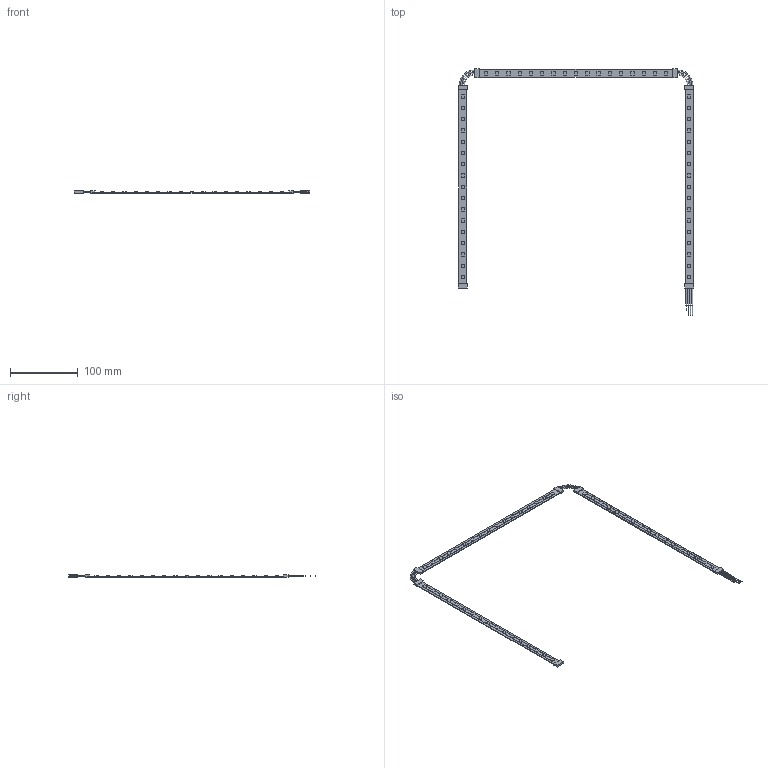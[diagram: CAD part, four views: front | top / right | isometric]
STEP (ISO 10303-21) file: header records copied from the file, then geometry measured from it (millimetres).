
FILE_DESCRIPTION(/* description */ (''),/* implementation_level */ '2;1');
FILE_NAME(/* name */ 'b7409f67-d3b3-4dc7-a69f-17db19fe7191.stp',/* time_stamp */ '2018-01-30T09:18:09+00:00',/* author */ (''),/* organization */ (''),/* preprocessor_version */ 'ST-DEVELOPER v16.13',/* originating_system */ 'Autodesk Translation Framework v6.5.0.72',/* authorisation */ '');
FILE_SCHEMA (('AUTOMOTIVE_DESIGN { 1 0 10303 214 3 1 1 }'));
Length unit declared in the file: millimetre
Products named in the file (1): Front LED
Bounding box: 348.5 x 364.25 x 3 mm (x, y, z)
Volume: 18099.3 mm3; surface area: 43265.9 mm2
Topology: 22 solids, 22 shells, 312 faces, 792 edges, 528 vertices
Faces by surface type: plane 296, torus 8, cylinder 8
Full cylindrical faces by diameter (mm): 0.6 x4, 1 x4
Entity records: 9348 total; most frequent: CARTESIAN_POINT 1633, ORIENTED_EDGE 1584, DIRECTION 1458, EDGE_CURVE 792, LINE 752, VECTOR 752, VERTEX_POINT 528, AXIS2_PLACEMENT_3D 353
